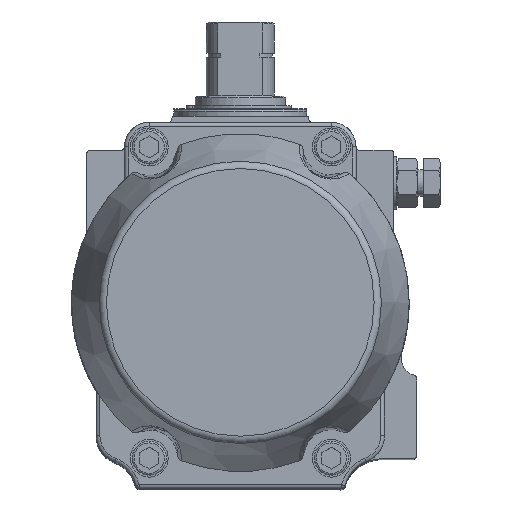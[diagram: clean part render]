
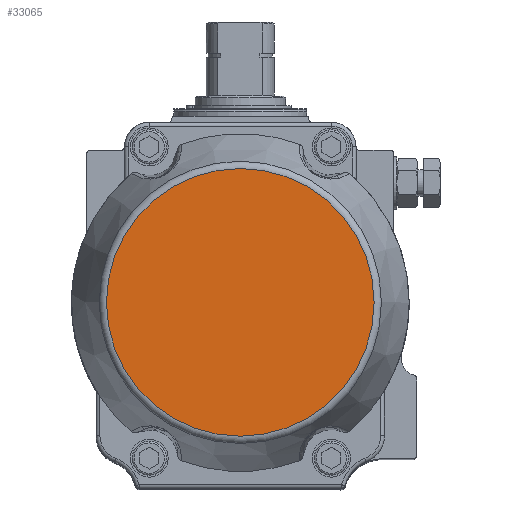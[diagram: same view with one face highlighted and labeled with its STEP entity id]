
A CAD part, top view. The second image highlights one B-rep face of the part: STEP entity #33065.
In plain terms, the highlighted planar face has unit normal (0, 0, 1).
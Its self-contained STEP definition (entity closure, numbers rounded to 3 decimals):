
#671 = CIRCLE ( 'NONE', #672, 70.535 ) ;
#672 = AXIS2_PLACEMENT_3D ( 'NONE', #48978, #48979, #48981 ) ;
#5133 = EDGE_LOOP ( 'NONE', ( #23812 ) ) ;
#16363 = PLANE ( 'NONE',  #20451 ) ;
#16377 = FACE_OUTER_BOUND ( 'NONE', #5133, .T. ) ;
#16387 = CARTESIAN_POINT ( 'NONE',  ( 0., 0., 212. ) ) ;
#16388 = DIRECTION ( 'NONE',  ( 0., 0., 1. ) ) ;
#16389 = DIRECTION ( 'NONE',  ( -1., 0., 0. ) ) ;
#20451 = AXIS2_PLACEMENT_3D ( 'NONE', #16387, #16388, #16389 ) ;
#23812 = ORIENTED_EDGE ( 'NONE', *, *, #27372, .F. ) ;
#27372 = EDGE_CURVE ( 'NONE', #52165, #52165, #671, .T. ) ;
#33065 = ADVANCED_FACE ( 'NONE', ( #16377 ), #16363, .T. ) ;
#48978 = CARTESIAN_POINT ( 'NONE',  ( 0., 0., 212. ) ) ;
#48979 = DIRECTION ( 'NONE',  ( 0., 0., -1. ) ) ;
#48981 = DIRECTION ( 'NONE',  ( 1., 0., 0. ) ) ;
#52165 = VERTEX_POINT ( 'NONE', #52168 ) ;
#52168 = CARTESIAN_POINT ( 'NONE',  ( 70.535, 0., 212. ) ) ;
